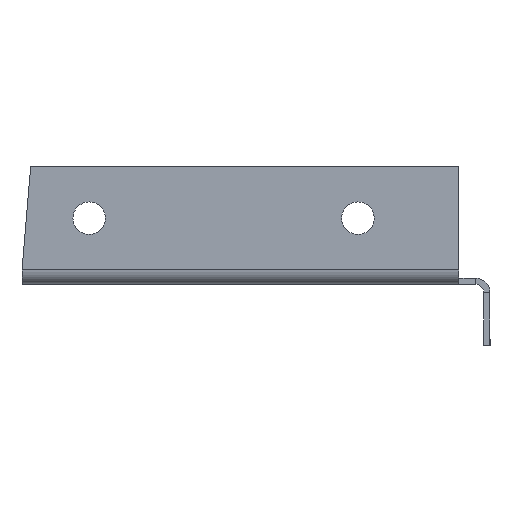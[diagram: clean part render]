
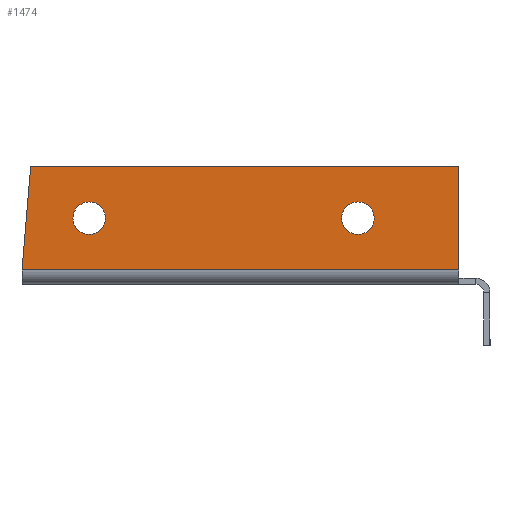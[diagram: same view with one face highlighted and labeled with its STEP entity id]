
A CAD part, left-side view. The second image highlights one B-rep face of the part: STEP entity #1474.
In plain terms, the highlighted planar face has unit normal (-1, 0, 0).
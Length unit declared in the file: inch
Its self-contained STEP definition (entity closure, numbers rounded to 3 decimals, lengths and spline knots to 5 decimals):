
#2 = DIRECTION ( 'NONE',  ( 0., 0., 1. ) ) ;
#29 = CARTESIAN_POINT ( 'NONE',  ( -6.5, -2.5, 0.125 ) ) ;
#55 = DIRECTION ( 'NONE',  ( -1., 0., 0. ) ) ;
#77 = ORIENTED_EDGE ( 'NONE', *, *, #1689, .F. ) ;
#78 = DIRECTION ( 'NONE',  ( 0., 0., -1. ) ) ;
#124 = ORIENTED_EDGE ( 'NONE', *, *, #2051, .T. ) ;
#126 = ORIENTED_EDGE ( 'NONE', *, *, #1176, .F. ) ;
#128 = LINE ( 'NONE', #1473, #215 ) ;
#129 = CARTESIAN_POINT ( 'NONE',  ( -6.5, 3.87083, 1.66 ) ) ;
#158 = EDGE_CURVE ( 'NONE', #284, #435, #128, .T. ) ;
#162 = DIRECTION ( 'NONE',  ( 0., 0., -1. ) ) ;
#202 = VERTEX_POINT ( 'NONE', #1694 ) ;
#215 = VECTOR ( 'NONE', #790, 39.37008 ) ;
#216 = EDGE_CURVE ( 'NONE', #1370, #961, #1185, .T. ) ;
#256 = CARTESIAN_POINT ( 'NONE',  ( -6.5, 4., 0.125 ) ) ;
#284 = VERTEX_POINT ( 'NONE', #29 ) ;
#391 = ORIENTED_EDGE ( 'NONE', *, *, #1854, .F. ) ;
#392 = AXIS2_PLACEMENT_3D ( 'NONE', #646, #1129, #2 ) ;
#412 = CARTESIAN_POINT ( 'NONE',  ( -6.5, 0., 0. ) ) ;
#435 = VERTEX_POINT ( 'NONE', #1845 ) ;
#436 = FACE_BOUND ( 'NONE', #900, .T. ) ;
#499 = AXIS2_PLACEMENT_3D ( 'NONE', #412, #2102, #78 ) ;
#517 = CARTESIAN_POINT ( 'NONE',  ( -6.5, -2.5, 0.8925 ) ) ;
#608 = VERTEX_POINT ( 'NONE', #1085 ) ;
#613 = AXIS2_PLACEMENT_3D ( 'NONE', #1542, #55, #1247 ) ;
#646 = CARTESIAN_POINT ( 'NONE',  ( -6.5, 3., 0.8925 ) ) ;
#689 = ORIENTED_EDGE ( 'NONE', *, *, #2037, .F. ) ;
#790 = DIRECTION ( 'NONE',  ( 0., 1., 0. ) ) ;
#796 = ORIENTED_EDGE ( 'NONE', *, *, #158, .F. ) ;
#806 = EDGE_CURVE ( 'NONE', #202, #608, #1569, .T. ) ;
#863 = DIRECTION ( 'NONE',  ( -1., 0., 0. ) ) ;
#900 = EDGE_LOOP ( 'NONE', ( #1087, #391 ) ) ;
#961 = VERTEX_POINT ( 'NONE', #1710 ) ;
#1054 = CIRCLE ( 'NONE', #613, 0.24219 ) ;
#1085 = CARTESIAN_POINT ( 'NONE',  ( -6.5, 3., 0.65031 ) ) ;
#1087 = ORIENTED_EDGE ( 'NONE', *, *, #216, .F. ) ;
#1096 = CARTESIAN_POINT ( 'NONE',  ( -6.5, -1., 0.8925 ) ) ;
#1129 = DIRECTION ( 'NONE',  ( -1., 0., 0. ) ) ;
#1161 = VERTEX_POINT ( 'NONE', #129 ) ;
#1176 = EDGE_CURVE ( 'NONE', #435, #1161, #1729, .T. ) ;
#1185 = CIRCLE ( 'NONE', #2056, 0.24219 ) ;
#1202 = CARTESIAN_POINT ( 'NONE',  ( -6.5, -2.5, 1.66 ) ) ;
#1247 = DIRECTION ( 'NONE',  ( 0., 0., 1. ) ) ;
#1254 = DIRECTION ( 'NONE',  ( 0., -0.084, 0.996 ) ) ;
#1309 = EDGE_LOOP ( 'NONE', ( #1742, #77 ) ) ;
#1332 = CARTESIAN_POINT ( 'NONE',  ( -6.5, 0., 1.66 ) ) ;
#1352 = CARTESIAN_POINT ( 'NONE',  ( -6.5, -1., 0.8925 ) ) ;
#1370 = VERTEX_POINT ( 'NONE', #2035 ) ;
#1473 = CARTESIAN_POINT ( 'NONE',  ( -6.5, 4., 0.125 ) ) ;
#1474 = ADVANCED_FACE ( 'NONE', ( #436, #1563, #1588 ), #1766, .F. ) ;
#1496 = LINE ( 'NONE', #517, #1890 ) ;
#1511 = CIRCLE ( 'NONE', #1928, 0.24219 ) ;
#1542 = CARTESIAN_POINT ( 'NONE',  ( -6.5, 3., 0.8925 ) ) ;
#1563 = FACE_BOUND ( 'NONE', #1309, .T. ) ;
#1569 = CIRCLE ( 'NONE', #392, 0.24219 ) ;
#1574 = VECTOR ( 'NONE', #1254, 39.37008 ) ;
#1588 = FACE_OUTER_BOUND ( 'NONE', #1724, .T. ) ;
#1689 = EDGE_CURVE ( 'NONE', #608, #202, #1054, .T. ) ;
#1694 = CARTESIAN_POINT ( 'NONE',  ( -6.5, 3., 1.13469 ) ) ;
#1710 = CARTESIAN_POINT ( 'NONE',  ( -6.5, -1., 0.65031 ) ) ;
#1718 = VERTEX_POINT ( 'NONE', #1202 ) ;
#1724 = EDGE_LOOP ( 'NONE', ( #689, #124, #126, #796 ) ) ;
#1729 = LINE ( 'NONE', #256, #1574 ) ;
#1742 = ORIENTED_EDGE ( 'NONE', *, *, #806, .F. ) ;
#1758 = DIRECTION ( 'NONE',  ( -1., 0., 0. ) ) ;
#1766 = PLANE ( 'NONE',  #499 ) ;
#1817 = DIRECTION ( 'NONE',  ( 0., 0., 1. ) ) ;
#1832 = LINE ( 'NONE', #1332, #1969 ) ;
#1845 = CARTESIAN_POINT ( 'NONE',  ( -6.5, 4., 0.125 ) ) ;
#1854 = EDGE_CURVE ( 'NONE', #961, #1370, #1511, .T. ) ;
#1890 = VECTOR ( 'NONE', #162, 39.37008 ) ;
#1928 = AXIS2_PLACEMENT_3D ( 'NONE', #1096, #1758, #2108 ) ;
#1969 = VECTOR ( 'NONE', #2014, 39.37008 ) ;
#2014 = DIRECTION ( 'NONE',  ( 0., 1., 0. ) ) ;
#2035 = CARTESIAN_POINT ( 'NONE',  ( -6.5, -1., 1.13469 ) ) ;
#2037 = EDGE_CURVE ( 'NONE', #1718, #284, #1496, .T. ) ;
#2051 = EDGE_CURVE ( 'NONE', #1718, #1161, #1832, .T. ) ;
#2056 = AXIS2_PLACEMENT_3D ( 'NONE', #1352, #863, #1817 ) ;
#2102 = DIRECTION ( 'NONE',  ( 1., 0., 0. ) ) ;
#2108 = DIRECTION ( 'NONE',  ( 0., 0., 1. ) ) ;
